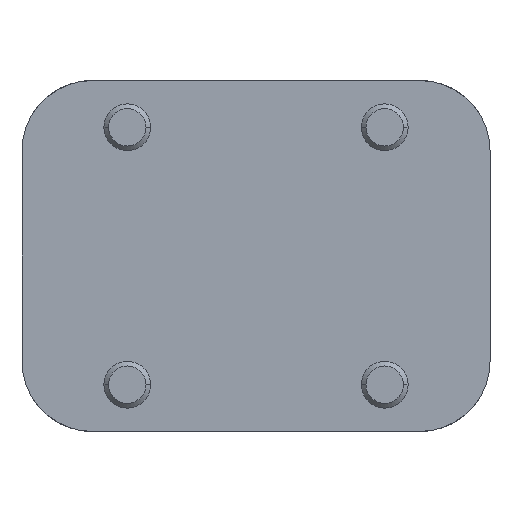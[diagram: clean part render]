
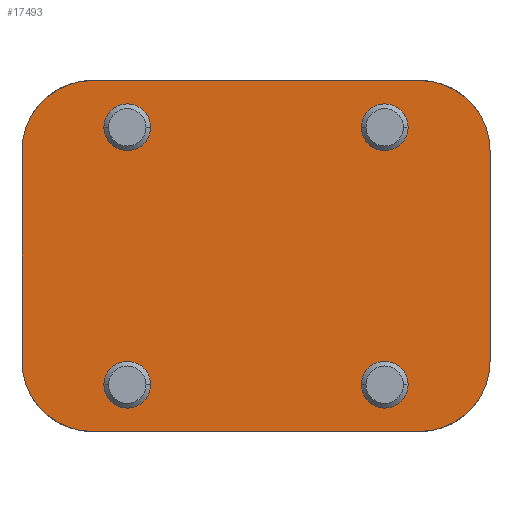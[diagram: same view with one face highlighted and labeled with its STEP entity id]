
A CAD part, front view. The second image highlights one B-rep face of the part: STEP entity #17493.
In plain terms, the highlighted planar face has unit normal (0, -1, 0).
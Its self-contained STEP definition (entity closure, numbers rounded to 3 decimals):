
#151=CARTESIAN_POINT('',(35.,-29.,22.5));
#152=DIRECTION('',(0.,-1.,0.));
#153=DIRECTION('',(1.,0.,0.));
#154=AXIS2_PLACEMENT_3D('',#151,#152,#153);
#156=DIRECTION('',(0.,0.,-1.));
#157=VECTOR('',#156,45.);
#158=CARTESIAN_POINT('',(50.,-29.,22.5));
#159=LINE('',#158,#157);
#160=CARTESIAN_POINT('',(35.,-29.,-22.5));
#161=DIRECTION('',(0.,-1.,0.));
#162=DIRECTION('',(0.,0.,-1.));
#163=AXIS2_PLACEMENT_3D('',#160,#161,#162);
#165=DIRECTION('',(1.,0.,0.));
#166=VECTOR('',#165,70.);
#167=CARTESIAN_POINT('',(-35.,-29.,-37.5));
#168=LINE('',#167,#166);
#169=CARTESIAN_POINT('',(-35.,-29.,-22.5));
#170=DIRECTION('',(0.,-1.,0.));
#171=DIRECTION('',(-1.,0.,0.));
#172=AXIS2_PLACEMENT_3D('',#169,#170,#171);
#174=DIRECTION('',(0.,0.,1.));
#175=VECTOR('',#174,45.);
#176=CARTESIAN_POINT('',(-50.,-29.,-22.5));
#177=LINE('',#176,#175);
#178=CARTESIAN_POINT('',(-35.,-29.,22.5));
#179=DIRECTION('',(0.,-1.,0.));
#180=DIRECTION('',(0.,0.,1.));
#181=AXIS2_PLACEMENT_3D('',#178,#179,#180);
#183=DIRECTION('',(1.,0.,0.));
#184=VECTOR('',#183,70.);
#185=CARTESIAN_POINT('',(-35.,-29.,37.5));
#186=LINE('',#185,#184);
#187=CARTESIAN_POINT('',(27.5,-29.,27.5));
#188=DIRECTION('',(0.,1.,0.));
#189=DIRECTION('',(-1.,0.,0.));
#190=AXIS2_PLACEMENT_3D('',#187,#188,#189);
#192=CARTESIAN_POINT('',(27.5,-29.,27.5));
#193=DIRECTION('',(0.,1.,0.));
#194=DIRECTION('',(1.,0.,0.));
#195=AXIS2_PLACEMENT_3D('',#192,#193,#194);
#197=CARTESIAN_POINT('',(-27.5,-29.,27.5));
#198=DIRECTION('',(0.,-1.,0.));
#199=DIRECTION('',(1.,0.,0.));
#200=AXIS2_PLACEMENT_3D('',#197,#198,#199);
#202=CARTESIAN_POINT('',(-27.5,-29.,27.5));
#203=DIRECTION('',(0.,-1.,0.));
#204=DIRECTION('',(-1.,0.,0.));
#205=AXIS2_PLACEMENT_3D('',#202,#203,#204);
#207=CARTESIAN_POINT('',(27.5,-29.,-27.5));
#208=DIRECTION('',(0.,-1.,0.));
#209=DIRECTION('',(-1.,0.,0.));
#210=AXIS2_PLACEMENT_3D('',#207,#208,#209);
#212=CARTESIAN_POINT('',(27.5,-29.,-27.5));
#213=DIRECTION('',(0.,-1.,0.));
#214=DIRECTION('',(1.,0.,0.));
#215=AXIS2_PLACEMENT_3D('',#212,#213,#214);
#217=CARTESIAN_POINT('',(-27.5,-29.,-27.5));
#218=DIRECTION('',(0.,1.,0.));
#219=DIRECTION('',(1.,0.,0.));
#220=AXIS2_PLACEMENT_3D('',#217,#218,#219);
#222=CARTESIAN_POINT('',(-27.5,-29.,-27.5));
#223=DIRECTION('',(0.,1.,0.));
#224=DIRECTION('',(-1.,0.,0.));
#225=AXIS2_PLACEMENT_3D('',#222,#223,#224);
#14036=CARTESIAN_POINT('',(22.5,-29.,27.5));
#14037=CARTESIAN_POINT('',(32.5,-29.,27.5));
#14038=VERTEX_POINT('',#14036);
#14039=VERTEX_POINT('',#14037);
#14048=CARTESIAN_POINT('',(-22.5,-29.,27.5));
#14049=CARTESIAN_POINT('',(-32.5,-29.,27.5));
#14050=VERTEX_POINT('',#14048);
#14051=VERTEX_POINT('',#14049);
#14060=CARTESIAN_POINT('',(22.5,-29.,-27.5));
#14061=CARTESIAN_POINT('',(32.5,-29.,-27.5));
#14062=VERTEX_POINT('',#14060);
#14063=VERTEX_POINT('',#14061);
#14072=CARTESIAN_POINT('',(-22.5,-29.,-27.5));
#14073=CARTESIAN_POINT('',(-32.5,-29.,-27.5));
#14074=VERTEX_POINT('',#14072);
#14075=VERTEX_POINT('',#14073);
#16804=CARTESIAN_POINT('',(50.,-29.,22.5));
#16805=CARTESIAN_POINT('',(35.,-29.,37.5));
#16806=VERTEX_POINT('',#16804);
#16807=VERTEX_POINT('',#16805);
#16810=CARTESIAN_POINT('',(35.,-29.,-37.5));
#16811=CARTESIAN_POINT('',(50.,-29.,-22.5));
#16812=VERTEX_POINT('',#16810);
#16813=VERTEX_POINT('',#16811);
#16816=CARTESIAN_POINT('',(-35.,-29.,37.5));
#16817=CARTESIAN_POINT('',(-50.,-29.,22.5));
#16818=VERTEX_POINT('',#16816);
#16819=VERTEX_POINT('',#16817);
#16822=CARTESIAN_POINT('',(-50.,-29.,-22.5));
#16823=CARTESIAN_POINT('',(-35.,-29.,-37.5));
#16824=VERTEX_POINT('',#16822);
#16825=VERTEX_POINT('',#16823);
#17448=CARTESIAN_POINT('',(-50.,-29.,0.));
#17449=DIRECTION('',(0.,-1.,0.));
#17450=DIRECTION('',(0.,0.,1.));
#17451=AXIS2_PLACEMENT_3D('',#17448,#17449,#17450);
#17452=PLANE('',#17451);
#17454=ORIENTED_EDGE('',*,*,#17453,.F.);
#17456=ORIENTED_EDGE('',*,*,#17455,.T.);
#17458=ORIENTED_EDGE('',*,*,#17457,.F.);
#17460=ORIENTED_EDGE('',*,*,#17459,.F.);
#17462=ORIENTED_EDGE('',*,*,#17461,.F.);
#17464=ORIENTED_EDGE('',*,*,#17463,.T.);
#17465=ORIENTED_EDGE('',*,*,#17437,.F.);
#17466=ORIENTED_EDGE('',*,*,#17313,.T.);
#17467=EDGE_LOOP('',(#17454,#17456,#17458,#17460,#17462,#17464,#17465,#17466));
#17468=FACE_OUTER_BOUND('',#17467,.F.);
#17470=ORIENTED_EDGE('',*,*,#17469,.F.);
#17472=ORIENTED_EDGE('',*,*,#17471,.F.);
#17473=EDGE_LOOP('',(#17470,#17472));
#17474=FACE_BOUND('',#17473,.F.);
#17476=ORIENTED_EDGE('',*,*,#17475,.T.);
#17478=ORIENTED_EDGE('',*,*,#17477,.T.);
#17479=EDGE_LOOP('',(#17476,#17478));
#17480=FACE_BOUND('',#17479,.F.);
#17482=ORIENTED_EDGE('',*,*,#17481,.T.);
#17484=ORIENTED_EDGE('',*,*,#17483,.T.);
#17485=EDGE_LOOP('',(#17482,#17484));
#17486=FACE_BOUND('',#17485,.F.);
#17488=ORIENTED_EDGE('',*,*,#17487,.F.);
#17490=ORIENTED_EDGE('',*,*,#17489,.F.);
#17491=EDGE_LOOP('',(#17488,#17490));
#17492=FACE_BOUND('',#17491,.F.);
#17493=ADVANCED_FACE('',(#17468,#17474,#17480,#17486,#17492),#17452,.T.);
#155=CIRCLE('',#154,15.);
#164=CIRCLE('',#163,15.);
#173=CIRCLE('',#172,15.);
#182=CIRCLE('',#181,15.);
#191=CIRCLE('',#190,5.);
#196=CIRCLE('',#195,5.);
#201=CIRCLE('',#200,5.);
#206=CIRCLE('',#205,5.);
#211=CIRCLE('',#210,5.);
#216=CIRCLE('',#215,5.);
#221=CIRCLE('',#220,5.);
#226=CIRCLE('',#225,5.);
#17313=EDGE_CURVE('',#16818,#16807,#186,.T.);
#17437=EDGE_CURVE('',#16818,#16819,#182,.T.);
#17453=EDGE_CURVE('',#16806,#16807,#155,.T.);
#17455=EDGE_CURVE('',#16806,#16813,#159,.T.);
#17457=EDGE_CURVE('',#16812,#16813,#164,.T.);
#17459=EDGE_CURVE('',#16825,#16812,#168,.T.);
#17461=EDGE_CURVE('',#16824,#16825,#173,.T.);
#17463=EDGE_CURVE('',#16824,#16819,#177,.T.);
#17469=EDGE_CURVE('',#14038,#14039,#191,.T.);
#17471=EDGE_CURVE('',#14039,#14038,#196,.T.);
#17475=EDGE_CURVE('',#14050,#14051,#201,.T.);
#17477=EDGE_CURVE('',#14051,#14050,#206,.T.);
#17481=EDGE_CURVE('',#14062,#14063,#211,.T.);
#17483=EDGE_CURVE('',#14063,#14062,#216,.T.);
#17487=EDGE_CURVE('',#14074,#14075,#221,.T.);
#17489=EDGE_CURVE('',#14075,#14074,#226,.T.);
